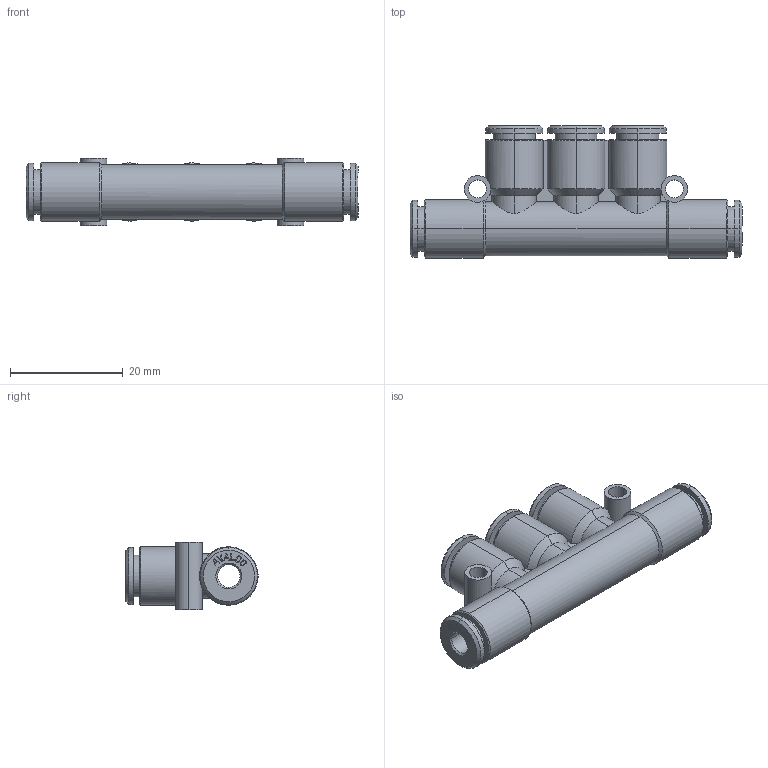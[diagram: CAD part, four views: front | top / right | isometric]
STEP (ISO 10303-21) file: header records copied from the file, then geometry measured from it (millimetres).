
FILE_DESCRIPTION(( 'RT.62.04.04.stp' ), '1');
FILE_NAME( 'RT.62.04.04.stp', '2021-02-22T15:53:31',( 'Sopra'),('sopra-pneumatic.com'), 'SwSTEP 2.0','SolidWorks 2009','' );
FILE_SCHEMA(('CONFIG_CONTROL_DESIGN'));
Length unit declared in the file: millimetre
Products named in the file (1): PR840-04
Bounding box: 59 x 23.49 x 12 mm (x, y, z)
Volume: 6385.8 mm3; surface area: 5606.6 mm2
Topology: 1 solids, 1 shells, 383 faces, 1327 edges, 976 vertices
Faces by surface type: plane 258, cylinder 77, cone 48
Entity records: 14849 total; most frequent: CARTESIAN_POINT 3885, ORIENTED_EDGE 2654, DIRECTION 1699, EDGE_CURVE 1327, VERTEX_POINT 976, VECTOR 765, LINE 765, AXIS2_PLACEMENT_3D 570
